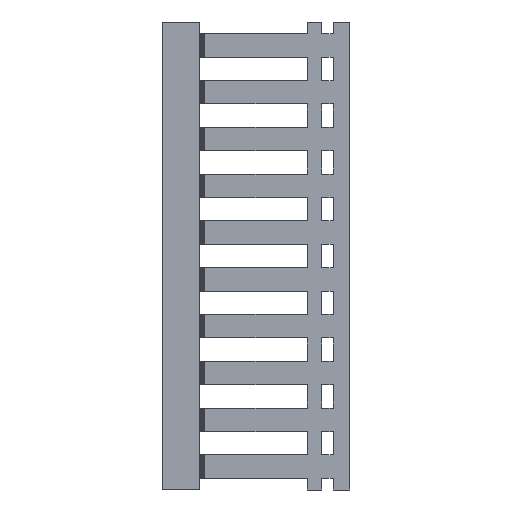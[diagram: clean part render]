
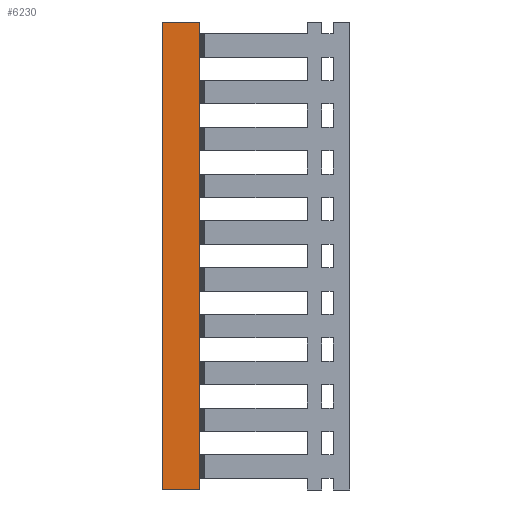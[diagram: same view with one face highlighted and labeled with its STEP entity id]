
A CAD part, left-side view. The second image highlights one B-rep face of the part: STEP entity #6230.
In plain terms, the highlighted planar face has unit normal (-1, 0, 0).
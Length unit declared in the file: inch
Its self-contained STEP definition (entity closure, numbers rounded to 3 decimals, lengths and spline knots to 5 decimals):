
#53 = ORIENTED_EDGE ( 'NONE', *, *, #5549, .T. ) ;
#789 = CARTESIAN_POINT ( 'NONE',  ( -0.49213, 1.5748, 0. ) ) ;
#1056 = FACE_OUTER_BOUND ( 'NONE', #3370, .T. ) ;
#1617 = LINE ( 'NONE', #1781, #2165 ) ;
#1781 = CARTESIAN_POINT ( 'NONE',  ( -0.49213, 1.5748, -3.93701 ) ) ;
#2165 = VECTOR ( 'NONE', #6815, 39.37008 ) ;
#2215 = LINE ( 'NONE', #5721, #4670 ) ;
#2644 = PLANE ( 'NONE',  #8835 ) ;
#2697 = DIRECTION ( 'NONE',  ( 0., -1., 0. ) ) ;
#3089 = CARTESIAN_POINT ( 'NONE',  ( -0.49213, 1.25984, 0. ) ) ;
#3243 = ORIENTED_EDGE ( 'NONE', *, *, #3745, .T. ) ;
#3327 = DIRECTION ( 'NONE',  ( 0., 1., 0. ) ) ;
#3370 = EDGE_LOOP ( 'NONE', ( #5690, #53, #3243, #5809 ) ) ;
#3414 = CARTESIAN_POINT ( 'NONE',  ( -0.49213, 1.5748, 0. ) ) ;
#3653 = CARTESIAN_POINT ( 'NONE',  ( -0.49213, 1.25984, -3.93701 ) ) ;
#3745 = EDGE_CURVE ( 'NONE', #9092, #7365, #4293, .T. ) ;
#4019 = DIRECTION ( 'NONE',  ( 0., 0., 1. ) ) ;
#4293 = LINE ( 'NONE', #789, #10943 ) ;
#4568 = DIRECTION ( 'NONE',  ( -1., 0., 0. ) ) ;
#4670 = VECTOR ( 'NONE', #4019, 39.37008 ) ;
#4751 = CARTESIAN_POINT ( 'NONE',  ( -0.49213, 1.5748, -3.93701 ) ) ;
#4856 = CARTESIAN_POINT ( 'NONE',  ( -0.49213, 1.5748, -3.93701 ) ) ;
#5487 = DIRECTION ( 'NONE',  ( 0., -1., 0. ) ) ;
#5549 = EDGE_CURVE ( 'NONE', #6287, #9092, #2215, .T. ) ;
#5690 = ORIENTED_EDGE ( 'NONE', *, *, #7893, .T. ) ;
#5721 = CARTESIAN_POINT ( 'NONE',  ( -0.49213, 1.25984, -3.93701 ) ) ;
#5809 = ORIENTED_EDGE ( 'NONE', *, *, #7388, .F. ) ;
#6230 = ADVANCED_FACE ( 'NONE', ( #1056 ), #2644, .T. ) ;
#6287 = VERTEX_POINT ( 'NONE', #3653 ) ;
#6815 = DIRECTION ( 'NONE',  ( 0., 0., 1. ) ) ;
#7365 = VERTEX_POINT ( 'NONE', #3414 ) ;
#7388 = EDGE_CURVE ( 'NONE', #10727, #7365, #1617, .T. ) ;
#7893 = EDGE_CURVE ( 'NONE', #10727, #6287, #8035, .T. ) ;
#8035 = LINE ( 'NONE', #4751, #8504 ) ;
#8504 = VECTOR ( 'NONE', #5487, 39.37008 ) ;
#8835 = AXIS2_PLACEMENT_3D ( 'NONE', #8863, #4568, #2697 ) ;
#8863 = CARTESIAN_POINT ( 'NONE',  ( -0.49213, 1.5748, -3.93701 ) ) ;
#9092 = VERTEX_POINT ( 'NONE', #3089 ) ;
#10727 = VERTEX_POINT ( 'NONE', #4856 ) ;
#10943 = VECTOR ( 'NONE', #3327, 39.37008 ) ;
